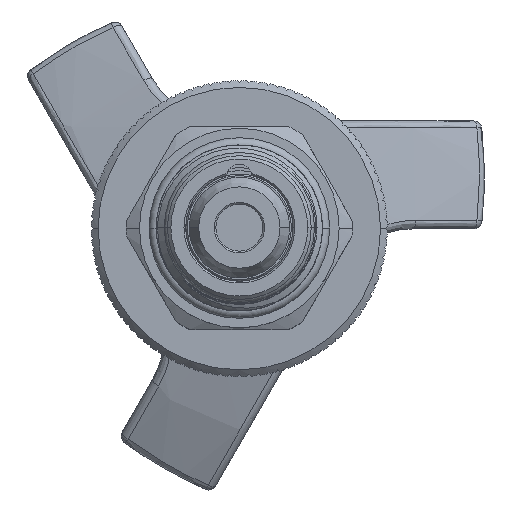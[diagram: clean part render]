
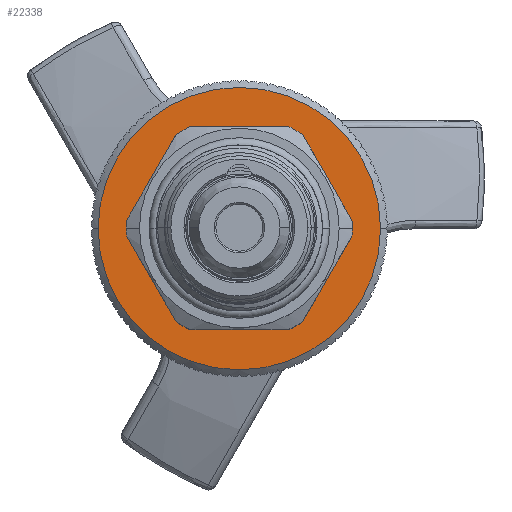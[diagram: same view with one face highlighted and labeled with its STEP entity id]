
A CAD part, top view. The second image highlights one B-rep face of the part: STEP entity #22338.
In plain terms, the highlighted planar face has unit normal (0, 0, 1).
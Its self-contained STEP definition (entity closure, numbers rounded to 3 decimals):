
#1573 = VERTEX_POINT ( 'NONE', #19475 ) ;
#1946 = DIRECTION ( 'NONE',  ( 0., 0., 1. ) ) ;
#2392 = CARTESIAN_POINT ( 'NONE',  ( 0., 10.9, -70.645 ) ) ;
#2808 = DIRECTION ( 'NONE',  ( 1., 0., 0. ) ) ;
#3109 = CARTESIAN_POINT ( 'NONE',  ( 0., 0., -70.645 ) ) ;
#3658 = CIRCLE ( 'NONE', #12467, 16.7 ) ;
#4348 = CARTESIAN_POINT ( 'NONE',  ( -16.7, 0., -70.645 ) ) ;
#6797 = EDGE_LOOP ( 'NONE', ( #29335, #7031 ) ) ;
#7015 = DIRECTION ( 'NONE',  ( 0., 0., 1. ) ) ;
#7031 = ORIENTED_EDGE ( 'NONE', *, *, #31083, .T. ) ;
#8242 = AXIS2_PLACEMENT_3D ( 'NONE', #3109, #14833, #2808 ) ;
#10397 = FACE_BOUND ( 'NONE', #22158, .T. ) ;
#11429 = EDGE_CURVE ( 'NONE', #28490, #29804, #20322, .T. ) ;
#11626 = AXIS2_PLACEMENT_3D ( 'NONE', #29378, #12627, #20058 ) ;
#11726 = DIRECTION ( 'NONE',  ( 1., 0., 0. ) ) ;
#12467 = AXIS2_PLACEMENT_3D ( 'NONE', #28625, #31075, #21293 ) ;
#12627 = DIRECTION ( 'NONE',  ( 0., 0., 1. ) ) ;
#14833 = DIRECTION ( 'NONE',  ( 0., 0., 1. ) ) ;
#15927 = CARTESIAN_POINT ( 'NONE',  ( 0., 0., -70.645 ) ) ;
#16818 = CIRCLE ( 'NONE', #20229, 16.7 ) ;
#17214 = PLANE ( 'NONE',  #8242 ) ;
#19475 = CARTESIAN_POINT ( 'NONE',  ( 16.7, 0., -70.645 ) ) ;
#20014 = EDGE_CURVE ( 'NONE', #30161, #1573, #16818, .T. ) ;
#20058 = DIRECTION ( 'NONE',  ( 1., 0., 0. ) ) ;
#20229 = AXIS2_PLACEMENT_3D ( 'NONE', #23551, #7015, #11726 ) ;
#20322 = CIRCLE ( 'NONE', #11626, 10.9 ) ;
#20518 = CIRCLE ( 'NONE', #23263, 10.9 ) ;
#21293 = DIRECTION ( 'NONE',  ( 1., 0., 0. ) ) ;
#22158 = EDGE_LOOP ( 'NONE', ( #23744, #27954 ) ) ;
#22338 = ADVANCED_FACE ( 'NONE', ( #27196, #10397 ), #17214, .T. ) ;
#23263 = AXIS2_PLACEMENT_3D ( 'NONE', #15927, #1946, #30549 ) ;
#23551 = CARTESIAN_POINT ( 'NONE',  ( 0., 0., -70.645 ) ) ;
#23744 = ORIENTED_EDGE ( 'NONE', *, *, #11429, .F. ) ;
#27196 = FACE_OUTER_BOUND ( 'NONE', #6797, .T. ) ;
#27954 = ORIENTED_EDGE ( 'NONE', *, *, #30850, .F. ) ;
#28490 = VERTEX_POINT ( 'NONE', #2392 ) ;
#28625 = CARTESIAN_POINT ( 'NONE',  ( 0., 0., -70.645 ) ) ;
#29335 = ORIENTED_EDGE ( 'NONE', *, *, #20014, .T. ) ;
#29378 = CARTESIAN_POINT ( 'NONE',  ( 0., 0., -70.645 ) ) ;
#29804 = VERTEX_POINT ( 'NONE', #29944 ) ;
#29944 = CARTESIAN_POINT ( 'NONE',  ( 0., -10.9, -70.645 ) ) ;
#30161 = VERTEX_POINT ( 'NONE', #4348 ) ;
#30549 = DIRECTION ( 'NONE',  ( 1., 0., 0. ) ) ;
#30850 = EDGE_CURVE ( 'NONE', #29804, #28490, #20518, .T. ) ;
#31075 = DIRECTION ( 'NONE',  ( 0., 0., 1. ) ) ;
#31083 = EDGE_CURVE ( 'NONE', #1573, #30161, #3658, .T. ) ;
